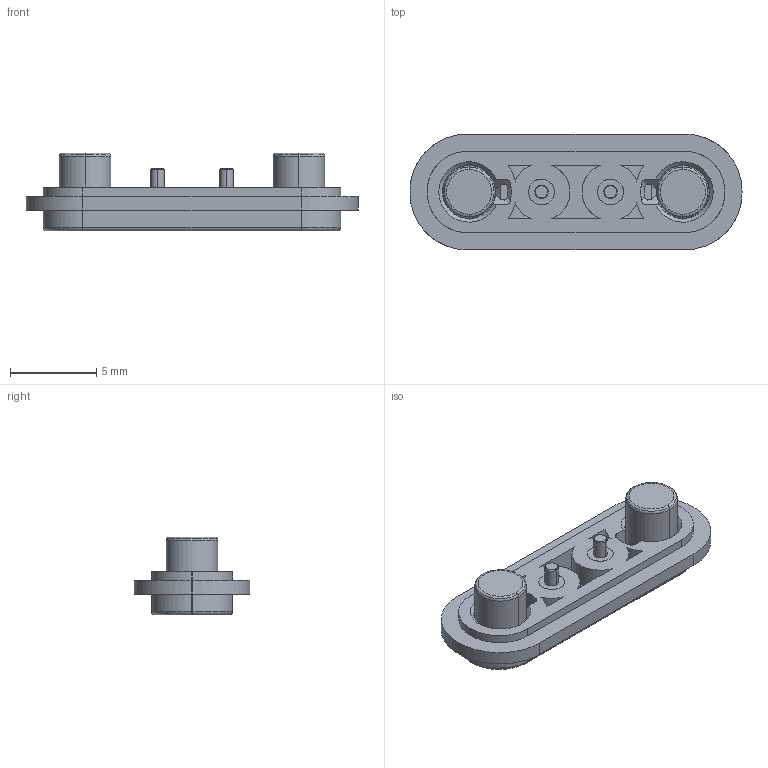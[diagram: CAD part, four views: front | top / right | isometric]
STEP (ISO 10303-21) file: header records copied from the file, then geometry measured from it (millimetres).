
FILE_DESCRIPTION (( 'STEP AP203' ), '1' );
FILE_NAME ('686-L0222210010.STEP', '2023-02-14T12:31:40', ( 'Magnum' ), ( '' ), 'SwSTEP 2.0', 'SolidWorks 2020', '' );
FILE_SCHEMA (( 'CONFIG_CONTROL_DESIGN' ));
Length unit declared in the file: millimetre
Products named in the file (1): 686-L0222210010
Bounding box: 19.25 x 6.7 x 4.5 mm (x, y, z)
Surface area: 606.1 mm2 (no closed solid volume)
Topology: 0 solids, 7 shells, 271 faces, 655 edges, 427 vertices
Faces by surface type: plane 111, cylinder 96, cone 24, bspline 20, torus 20
Entity records: 9761 total; most frequent: CARTESIAN_POINT 4159, ORIENTED_EDGE 1310, DIRECTION 834, EDGE_CURVE 655, VERTEX_POINT 427, B_SPLINE_CURVE_WITH_KNOTS 423, AXIS2_PLACEMENT_3D 352, EDGE_LOOP 308
